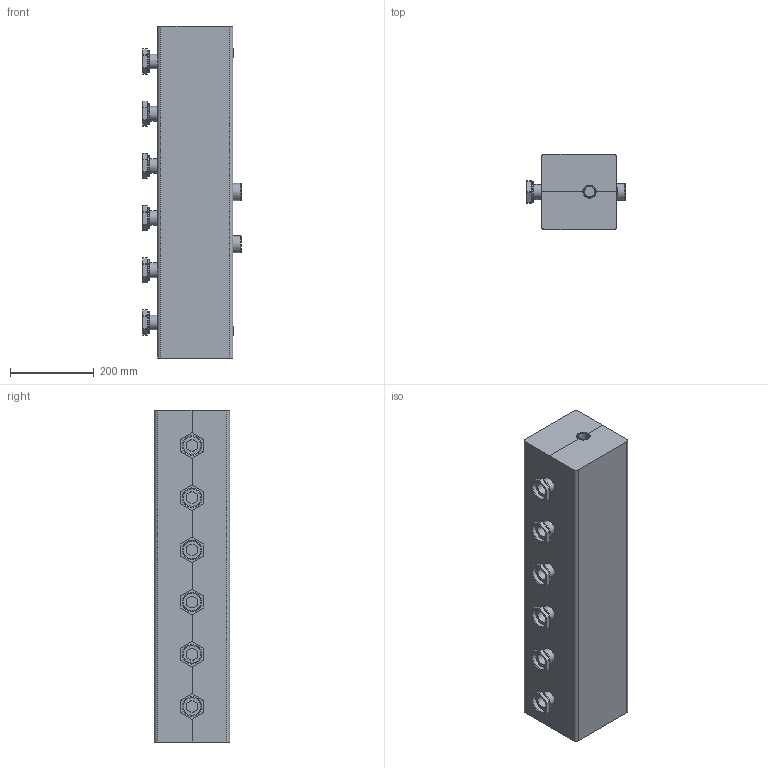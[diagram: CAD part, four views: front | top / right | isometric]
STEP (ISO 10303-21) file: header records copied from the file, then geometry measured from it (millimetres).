
FILE_DESCRIPTION(/* description */ (''),/* implementation_level */ '2;1');
FILE_NAME(/* name */ 'C100 3F DN25.stp',/* time_stamp */ '2015-09-29T20:55:02+02:00',/* author */ ('ARTUR'),/* organization */ (''),/* preprocessor_version */ 'ST-DEVELOPER v15.6',/* originating_system */ 'Autodesk Inventor 2015',/* authorisation */ '');
FILE_SCHEMA (('CONFIG_CONTROL_DESIGN'));
Length unit declared in the file: millimetre
Products named in the file (5): C1003F-01.00; C1003F-02.00; nakrętka GW 1 1_2; C1003F-02.00_MIR; C100 3F DN25
Bounding box: 235 x 180 x 795 mm (x, y, z)
Volume: 25600050.9 mm3; surface area: 1553798.5 mm2
Topology: 9 solids, 9 shells, 311 faces, 710 edges, 453 vertices
Faces by surface type: plane 170, cylinder 110, torus 18, cone 13
Full cylindrical faces by diameter (mm): 8 x2, 20 x2, 25 x1, 28 x6, 30 x1, 33 x1, 35 x8, 36 x6, 37 x1, 41 x2, 45 x6, 51 x6
Entity records: 4905 total; most frequent: DIRECTION 888, CARTESIAN_POINT 798, ORIENTED_EDGE 702, EDGE_CURVE 351, AXIS2_PLACEMENT_3D 347, VERTEX_POINT 257, EDGE_LOOP 252, LINE 194
